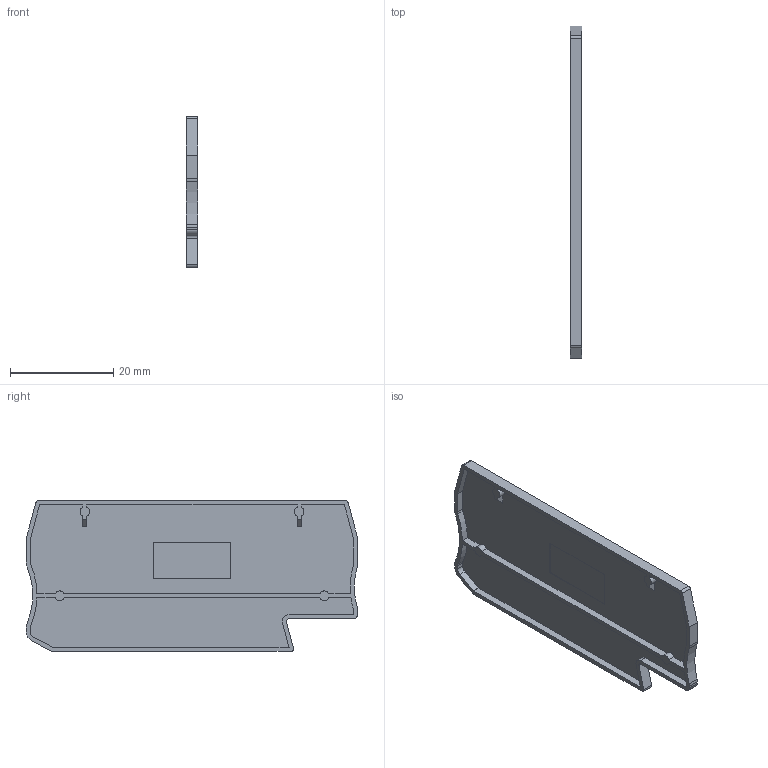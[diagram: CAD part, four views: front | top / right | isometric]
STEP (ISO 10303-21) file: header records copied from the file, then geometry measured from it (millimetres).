
FILE_DESCRIPTION(('STEP AP203'), '1');
FILE_NAME('MTS-PF4_3D', '2024-06-05T10:52:58', ('砐錪賧瘔蠈錪 Windows'), (''), 'C3D Converter', 'C3D Toolkit', '');
FILE_SCHEMA(('CONFIG_CONTROL_DESIGN'));
Length unit declared in the file: millimetre
Products named in the file (1): RSP4F-SW_3D
Bounding box: 2.2 x 64.3 x 29.2 mm (x, y, z)
Volume: 1680.7 mm3; surface area: 4360.2 mm2
Topology: 1 solids, 1 shells, 82 faces, 231 edges, 154 vertices
Faces by surface type: plane 49, cylinder 33
Entity records: 3352 total; most frequent: CARTESIAN_POINT 468, DIRECTION 463, ORIENTED_EDGE 462, EDGE_CURVE 231, LINE 165, VECTOR 165, VERTEX_POINT 154, AXIS2_PLACEMENT_3D 149
